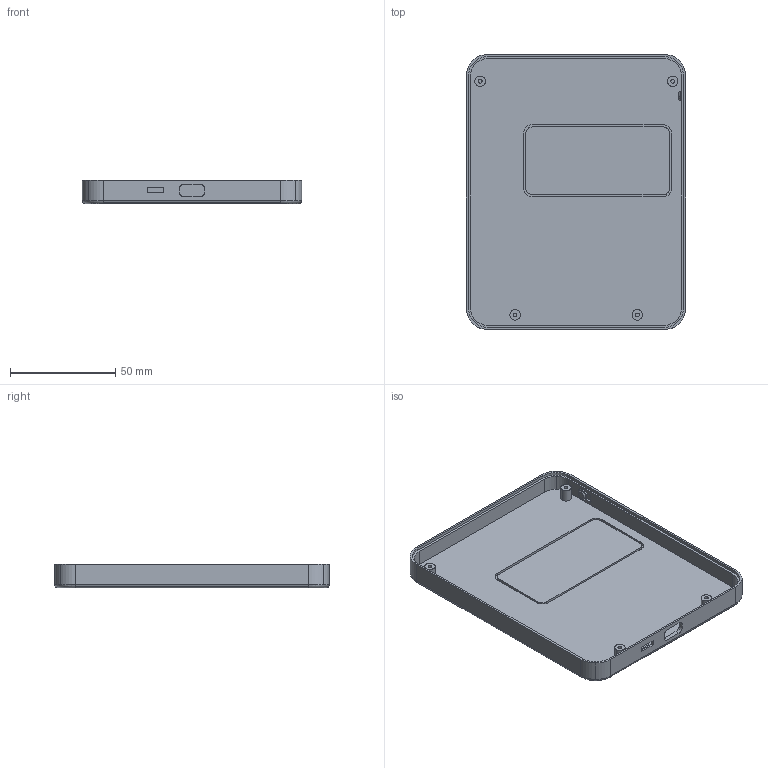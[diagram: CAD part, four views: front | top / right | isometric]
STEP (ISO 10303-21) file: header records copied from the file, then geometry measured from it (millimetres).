
FILE_DESCRIPTION(('STEP AP242'),'1');
FILE_NAME('lower_part_v7.5.1.stp','2024-04-26T00:11:41',(' '),(' '),'Spatial InterOp 3D',' ',' ');
FILE_SCHEMA(('AP242_MANAGED_MODEL_BASED_3D_ENGINEERING_MIM_LF {1 0 10303 442 1 1 4}'));
Length unit declared in the file: metre
Products named in the file (1): Solid
Bounding box: 104 x 130.4 x 11.07 mm (x, y, z)
Volume: 34095.9 mm3; surface area: 36646.3 mm2
Topology: 1 solids, 1 shells, 134 faces, 347 edges, 229 vertices
Faces by surface type: cylinder 72, plane 56, torus 6
Entity records: 4191 total; most frequent: DIRECTION 776, CARTESIAN_POINT 711, ORIENTED_EDGE 694, EDGE_CURVE 347, AXIS2_PLACEMENT_3D 294, VERTEX_POINT 229, LINE 188, VECTOR 188
